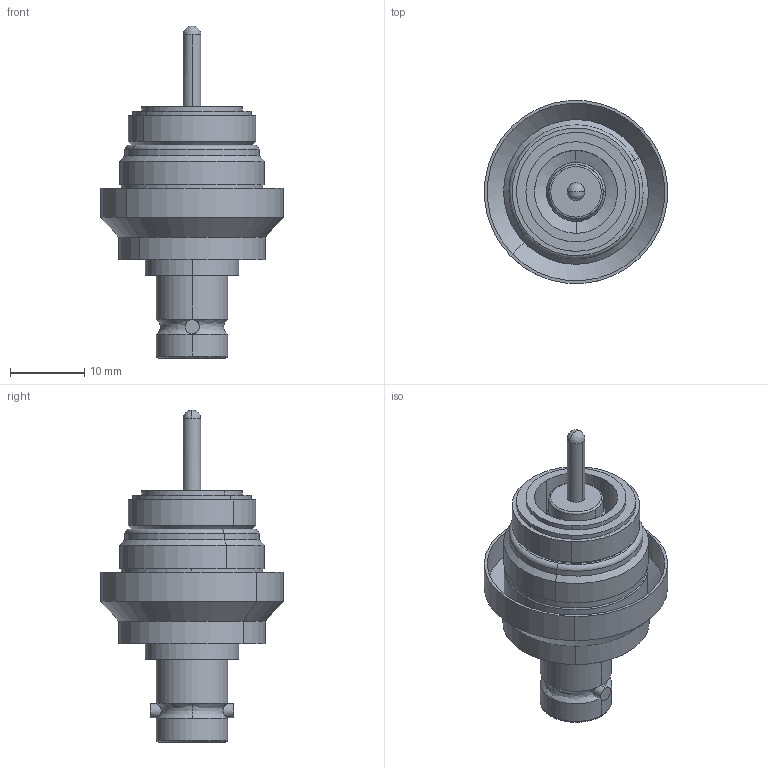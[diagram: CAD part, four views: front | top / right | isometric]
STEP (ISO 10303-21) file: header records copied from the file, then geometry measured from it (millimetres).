
FILE_DESCRIPTION (( 'STEP AP203' ), '1' );
FILE_NAME ('A1301-1-W.STEP', '2011-10-07T13:31:12', ( '' ), ( '' ), 'SwSTEP 2.0', 'SolidWorks 2011', '' );
FILE_SCHEMA (( 'CONFIG_CONTROL_DESIGN' ));
Length unit declared in the file: inch
Products named in the file (1): A1301-1-W
Bounding box: 24.57 x 24.57 x 44.6 mm (x, y, z)
Volume: 4866.4 mm3; surface area: 7226.2 mm2
Topology: 1 solids, 1 shells, 158 faces, 347 edges, 212 vertices
Faces by surface type: cylinder 78, plane 32, cone 28, bspline 16, torus 4
Entity records: 4799 total; most frequent: CARTESIAN_POINT 1170, DIRECTION 828, ORIENTED_EDGE 686, AXIS2_PLACEMENT_3D 354, EDGE_CURVE 343, VERTEX_POINT 212, CIRCLE 211, EDGE_LOOP 183
